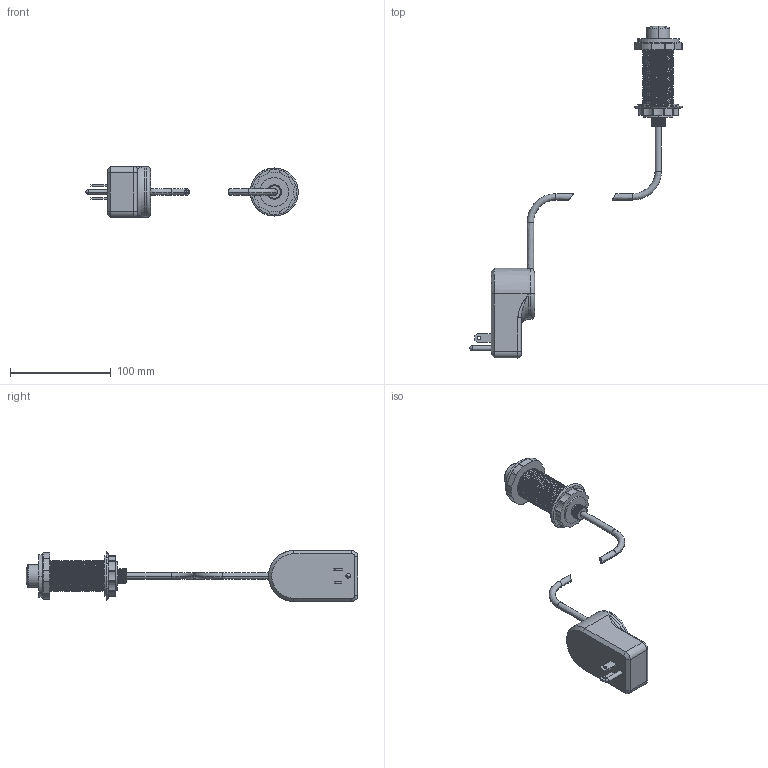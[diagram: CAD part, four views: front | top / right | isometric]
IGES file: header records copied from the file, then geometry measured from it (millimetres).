
Start section:  PTC IGES file: 3190-5811.igs
Global section: file name: 3190-5811.igs; native system: Creo Parametric by PTC Inc.; preprocessor: 2018400; author: rsmith; organization: Unknown; date: 20211005.113719; units: inch
Bounding box: 211.15 x 329.79 x 50.55 mm (x, y, z)
Surface area: 44126.8 mm2 (no closed solid volume)
Topology: 0 solids, 0 shells, 517 faces, 2692 edges, 2688 vertices
Faces by surface type: bspline 313, revolution 204
